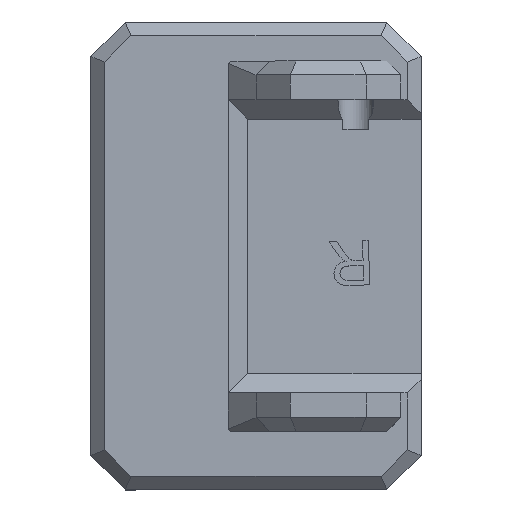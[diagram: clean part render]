
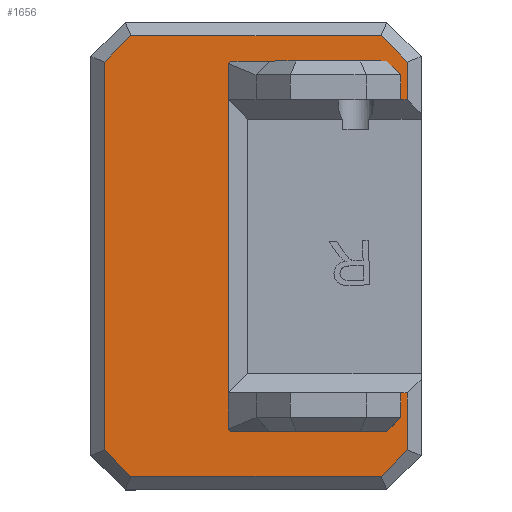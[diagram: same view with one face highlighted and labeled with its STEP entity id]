
A CAD part, top view. The second image highlights one B-rep face of the part: STEP entity #1656.
In plain terms, the highlighted planar face has unit normal (0, 0, 1).
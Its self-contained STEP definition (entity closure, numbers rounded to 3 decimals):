
#143=FACE_OUTER_BOUND('',#243,.T.);
#243=EDGE_LOOP('',(#1331,#1332,#1333,#1334,#1335,#1336,#1337,#1338,#1339,
#1340,#1341,#1342,#1343,#1344,#1345,#1346,#1347,#1348,#1349,#1350,#1351,
#1352));
#347=LINE('',#2691,#538);
#375=LINE('',#2760,#566);
#376=LINE('',#2763,#567);
#379=LINE('',#2769,#570);
#388=LINE('',#2787,#579);
#392=LINE('',#2795,#583);
#394=LINE('',#2799,#585);
#395=LINE('',#2800,#586);
#396=LINE('',#2802,#587);
#397=LINE('',#2803,#588);
#398=LINE('',#2805,#589);
#399=LINE('',#2807,#590);
#400=LINE('',#2809,#591);
#401=LINE('',#2811,#592);
#402=LINE('',#2813,#593);
#403=LINE('',#2815,#594);
#404=LINE('',#2817,#595);
#405=LINE('',#2819,#596);
#406=LINE('',#2820,#597);
#407=LINE('',#2822,#598);
#408=LINE('',#2824,#599);
#409=LINE('',#2825,#600);
#538=VECTOR('',#1924,10.);
#566=VECTOR('',#1984,10.);
#567=VECTOR('',#1987,10.);
#570=VECTOR('',#1992,10.);
#579=VECTOR('',#2005,10.);
#583=VECTOR('',#2011,10.);
#585=VECTOR('',#2015,10.);
#586=VECTOR('',#2016,10.);
#587=VECTOR('',#2017,10.);
#588=VECTOR('',#2018,10.);
#589=VECTOR('',#2019,10.);
#590=VECTOR('',#2020,10.);
#591=VECTOR('',#2021,10.);
#592=VECTOR('',#2022,10.);
#593=VECTOR('',#2023,10.);
#594=VECTOR('',#2024,10.);
#595=VECTOR('',#2025,10.);
#596=VECTOR('',#2026,10.);
#597=VECTOR('',#2027,10.);
#598=VECTOR('',#2028,10.);
#599=VECTOR('',#2029,10.);
#600=VECTOR('',#2030,10.);
#738=VERTEX_POINT('',#2688);
#739=VERTEX_POINT('',#2690);
#756=VERTEX_POINT('',#2738);
#757=VERTEX_POINT('',#2742);
#764=VERTEX_POINT('',#2758);
#765=VERTEX_POINT('',#2762);
#766=VERTEX_POINT('',#2766);
#767=VERTEX_POINT('',#2768);
#774=VERTEX_POINT('',#2786);
#777=VERTEX_POINT('',#2794);
#778=VERTEX_POINT('',#2798);
#779=VERTEX_POINT('',#2801);
#780=VERTEX_POINT('',#2804);
#781=VERTEX_POINT('',#2806);
#782=VERTEX_POINT('',#2808);
#783=VERTEX_POINT('',#2810);
#784=VERTEX_POINT('',#2812);
#785=VERTEX_POINT('',#2814);
#786=VERTEX_POINT('',#2816);
#787=VERTEX_POINT('',#2818);
#788=VERTEX_POINT('',#2821);
#789=VERTEX_POINT('',#2823);
#921=EDGE_CURVE('',#738,#739,#347,.T.);
#956=EDGE_CURVE('',#764,#757,#375,.T.);
#957=EDGE_CURVE('',#756,#765,#376,.T.);
#960=EDGE_CURVE('',#766,#767,#379,.T.);
#969=EDGE_CURVE('',#774,#765,#388,.T.);
#973=EDGE_CURVE('',#777,#774,#392,.T.);
#975=EDGE_CURVE('',#756,#778,#394,.T.);
#976=EDGE_CURVE('',#778,#739,#395,.T.);
#977=EDGE_CURVE('',#738,#779,#396,.F.);
#978=EDGE_CURVE('',#779,#757,#397,.T.);
#979=EDGE_CURVE('',#764,#780,#398,.T.);
#980=EDGE_CURVE('',#780,#781,#399,.T.);
#981=EDGE_CURVE('',#781,#782,#400,.T.);
#982=EDGE_CURVE('',#782,#783,#401,.T.);
#983=EDGE_CURVE('',#783,#784,#402,.T.);
#984=EDGE_CURVE('',#784,#785,#403,.T.);
#985=EDGE_CURVE('',#785,#786,#404,.T.);
#986=EDGE_CURVE('',#786,#787,#405,.T.);
#987=EDGE_CURVE('',#787,#767,#406,.T.);
#988=EDGE_CURVE('',#766,#788,#407,.T.);
#989=EDGE_CURVE('',#788,#789,#408,.F.);
#990=EDGE_CURVE('',#777,#789,#409,.T.);
#1331=ORIENTED_EDGE('',*,*,#969,.T.);
#1332=ORIENTED_EDGE('',*,*,#957,.F.);
#1333=ORIENTED_EDGE('',*,*,#975,.T.);
#1334=ORIENTED_EDGE('',*,*,#976,.T.);
#1335=ORIENTED_EDGE('',*,*,#921,.F.);
#1336=ORIENTED_EDGE('',*,*,#977,.T.);
#1337=ORIENTED_EDGE('',*,*,#978,.T.);
#1338=ORIENTED_EDGE('',*,*,#956,.F.);
#1339=ORIENTED_EDGE('',*,*,#979,.T.);
#1340=ORIENTED_EDGE('',*,*,#980,.T.);
#1341=ORIENTED_EDGE('',*,*,#981,.T.);
#1342=ORIENTED_EDGE('',*,*,#982,.T.);
#1343=ORIENTED_EDGE('',*,*,#983,.T.);
#1344=ORIENTED_EDGE('',*,*,#984,.T.);
#1345=ORIENTED_EDGE('',*,*,#985,.T.);
#1346=ORIENTED_EDGE('',*,*,#986,.T.);
#1347=ORIENTED_EDGE('',*,*,#987,.T.);
#1348=ORIENTED_EDGE('',*,*,#960,.F.);
#1349=ORIENTED_EDGE('',*,*,#988,.T.);
#1350=ORIENTED_EDGE('',*,*,#989,.T.);
#1351=ORIENTED_EDGE('',*,*,#990,.F.);
#1352=ORIENTED_EDGE('',*,*,#973,.T.);
#1563=PLANE('',#1762);
#1656=ADVANCED_FACE('',(#143),#1563,.T.);
#1762=AXIS2_PLACEMENT_3D('',#2797,#2013,#2014);
#1924=DIRECTION('',(-1.,0.,0.));
#1984=DIRECTION('',(-1.,0.,0.));
#1987=DIRECTION('',(0.,-1.,0.));
#1992=DIRECTION('',(1.,0.,0.));
#2005=DIRECTION('',(0.,1.,0.));
#2011=DIRECTION('',(-0.707,0.707,0.));
#2013=DIRECTION('center_axis',(0.,0.,1.));
#2014=DIRECTION('ref_axis',(-1.,0.,0.));
#2015=DIRECTION('',(0.,1.,0.));
#2016=DIRECTION('',(0.707,0.707,0.));
#2017=DIRECTION('',(-0.707,0.707,0.));
#2018=DIRECTION('',(0.,-1.,0.));
#2019=DIRECTION('',(0.,1.,0.));
#2020=DIRECTION('',(-0.707,0.707,0.));
#2021=DIRECTION('',(-1.,0.,0.));
#2022=DIRECTION('',(-0.707,-0.707,0.));
#2023=DIRECTION('',(0.,-1.,0.));
#2024=DIRECTION('',(0.707,-0.707,0.));
#2025=DIRECTION('',(1.,0.,0.));
#2026=DIRECTION('',(0.707,0.707,0.));
#2027=DIRECTION('',(0.,1.,0.));
#2028=DIRECTION('',(0.,-1.,0.));
#2029=DIRECTION('',(0.707,0.707,0.));
#2030=DIRECTION('',(1.,0.,0.));
#2688=CARTESIAN_POINT('',(-21.5,28.3,-86.));
#2690=CARTESIAN_POINT('',(-44.157,28.3,-86.));
#2691=CARTESIAN_POINT('',(-30.,28.3,-86.));
#2738=CARTESIAN_POINT('',(-44.5,22.7,-86.));
#2742=CARTESIAN_POINT('',(-19.5,22.7,-86.));
#2758=CARTESIAN_POINT('',(-18.5,22.7,-86.));
#2760=CARTESIAN_POINT('',(-28.5,22.7,-86.));
#2762=CARTESIAN_POINT('',(-44.5,-19.9,-86.));
#2763=CARTESIAN_POINT('',(-44.5,11.35,-86.));
#2766=CARTESIAN_POINT('',(-19.5,-19.9,-86.));
#2768=CARTESIAN_POINT('',(-18.5,-19.9,-86.));
#2769=CARTESIAN_POINT('',(-42.5,-19.9,-86.));
#2786=CARTESIAN_POINT('',(-44.5,-25.157,-86.));
#2787=CARTESIAN_POINT('',(-44.5,-11.35,-86.));
#2794=CARTESIAN_POINT('',(-44.157,-25.5,-86.));
#2795=CARTESIAN_POINT('',(-48.703,-20.953,-86.));
#2797=CARTESIAN_POINT('Origin',(-40.5,0.,-86.));
#2798=CARTESIAN_POINT('',(-44.5,27.957,-86.));
#2799=CARTESIAN_POINT('',(-44.5,12.75,-86.));
#2800=CARTESIAN_POINT('',(-49.403,23.053,-86.));
#2801=CARTESIAN_POINT('',(-19.5,26.3,-86.));
#2802=CARTESIAN_POINT('',(-18.675,25.475,-86.));
#2803=CARTESIAN_POINT('',(-19.5,28.3,-86.));
#2804=CARTESIAN_POINT('',(-18.5,28.172,-86.));
#2805=CARTESIAN_POINT('',(-18.5,-17.,-86.));
#2806=CARTESIAN_POINT('',(-22.328,32.,-86.));
#2807=CARTESIAN_POINT('',(-17.914,27.586,-86.));
#2808=CARTESIAN_POINT('',(-58.672,32.,-86.));
#2809=CARTESIAN_POINT('',(-28.5,32.,-86.));
#2810=CARTESIAN_POINT('',(-62.5,28.172,-86.));
#2811=CARTESIAN_POINT('',(-63.086,27.586,-86.));
#2812=CARTESIAN_POINT('',(-62.5,-28.172,-86.));
#2813=CARTESIAN_POINT('',(-62.5,17.,-86.));
#2814=CARTESIAN_POINT('',(-58.672,-32.,-86.));
#2815=CARTESIAN_POINT('',(-63.086,-27.586,-86.));
#2816=CARTESIAN_POINT('',(-22.328,-32.,-86.));
#2817=CARTESIAN_POINT('',(-52.5,-32.,-86.));
#2818=CARTESIAN_POINT('',(-18.5,-28.172,-86.));
#2819=CARTESIAN_POINT('',(-17.914,-27.586,-86.));
#2820=CARTESIAN_POINT('',(-18.5,-17.,-86.));
#2821=CARTESIAN_POINT('',(-19.5,-23.5,-86.));
#2822=CARTESIAN_POINT('',(-19.5,-19.9,-86.));
#2823=CARTESIAN_POINT('',(-21.5,-25.5,-86.));
#2824=CARTESIAN_POINT('',(-19.375,-23.375,-86.));
#2825=CARTESIAN_POINT('',(-30.,-25.5,-86.));
